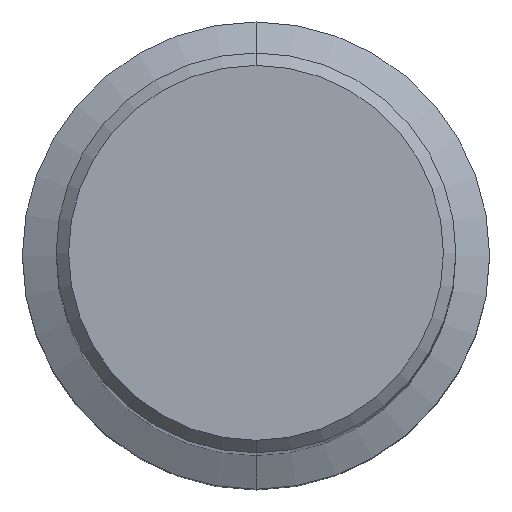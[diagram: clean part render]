
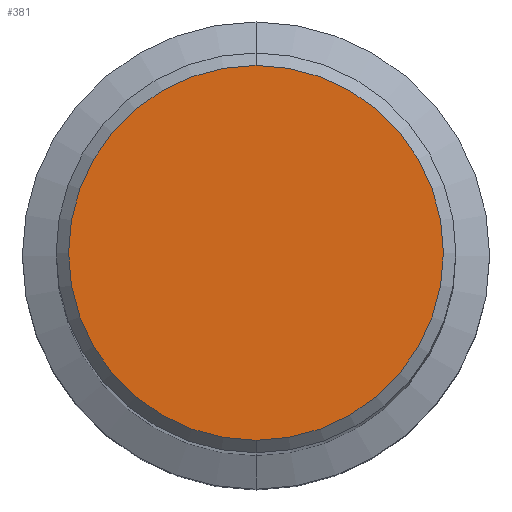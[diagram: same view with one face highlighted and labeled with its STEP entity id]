
A CAD part, top view. The second image highlights one B-rep face of the part: STEP entity #381.
In plain terms, the highlighted planar face has unit normal (0, 0, 1).
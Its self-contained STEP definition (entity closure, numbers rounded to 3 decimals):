
#277=EDGE_CURVE('',#383,#365,#637,.T.);
#365=VERTEX_POINT('',#735);
#381=ADVANCED_FACE('',(#755),#756,.T.);
#383=VERTEX_POINT('',#758);
#417=EDGE_CURVE('',#365,#383,#797,.T.);
#637=CIRCLE('',#1081,18.05);
#735=CARTESIAN_POINT('',(0.0,18.05,0.0));
#755=FACE_OUTER_BOUND('',#1328,.T.);
#756=PLANE('',#1329);
#758=CARTESIAN_POINT('',(0.,-18.05,0.0));
#797=CIRCLE('',#1422,18.05);
#1081=AXIS2_PLACEMENT_3D('',#1890,#1891,#1892);
#1328=EDGE_LOOP('',(#2030,#2031));
#1329=AXIS2_PLACEMENT_3D('',#2032,#2033,#2034);
#1422=AXIS2_PLACEMENT_3D('',#2077,#2078,#2079);
#1890=CARTESIAN_POINT('',(0.0,0.0,0.0));
#1891=DIRECTION('',(0.0,0.0,-1.0));
#1892=DIRECTION('',(0.0,1.0,0.0));
#2030=ORIENTED_EDGE('',*,*,#417,.F.);
#2031=ORIENTED_EDGE('',*,*,#277,.F.);
#2032=CARTESIAN_POINT('',(0.0,9.025,0.0));
#2033=DIRECTION('',(-0.0,0.0,1.0));
#2034=DIRECTION('',(0.0,-1.0,0.0));
#2077=CARTESIAN_POINT('',(0.0,0.0,0.0));
#2078=DIRECTION('',(0.0,0.0,-1.0));
#2079=DIRECTION('',(0.0,1.0,0.0));
